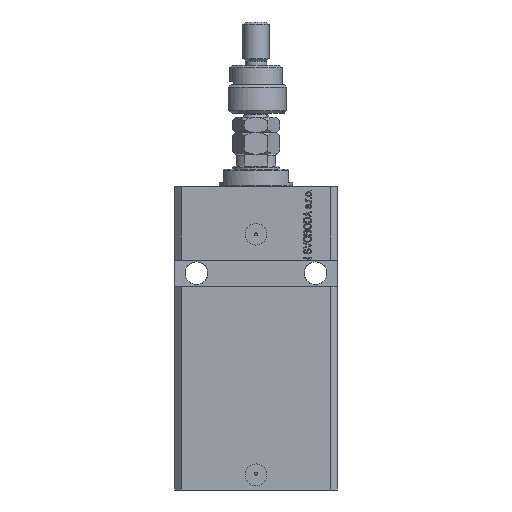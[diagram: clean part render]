
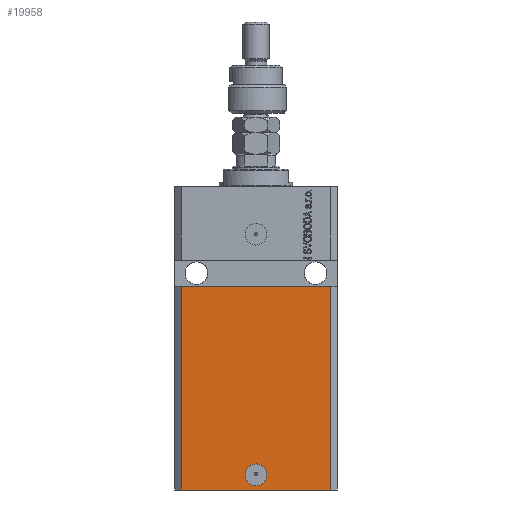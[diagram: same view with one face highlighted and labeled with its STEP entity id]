
A CAD part, front view. The second image highlights one B-rep face of the part: STEP entity #19958.
In plain terms, the highlighted planar face has unit normal (0, -1, 0).
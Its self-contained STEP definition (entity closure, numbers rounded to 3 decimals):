
#420 = ORIENTED_EDGE ( 'NONE', *, *, #3817, .F. ) ;
#1911 = VERTEX_POINT ( 'NONE', #14552 ) ;
#2264 = VECTOR ( 'NONE', #34073, 1000. ) ;
#3817 = EDGE_CURVE ( 'NONE', #1911, #46873, #40115, .T. ) ;
#4392 = DIRECTION ( 'NONE',  ( 0., -1., 0. ) ) ;
#5105 = CARTESIAN_POINT ( 'NONE',  ( 0., -27.5, -133. ) ) ;
#5325 = DIRECTION ( 'NONE',  ( 1., 0., 0. ) ) ;
#5764 = PLANE ( 'NONE',  #27832 ) ;
#5783 = EDGE_LOOP ( 'NONE', ( #12688, #24517 ) ) ;
#6086 = EDGE_CURVE ( 'NONE', #46504, #12433, #31998, .T. ) ;
#6110 = EDGE_LOOP ( 'NONE', ( #9206, #420, #29336, #39664 ) ) ;
#9010 = CARTESIAN_POINT ( 'NONE',  ( -34.5, -27.5, -46. ) ) ;
#9085 = LINE ( 'NONE', #24396, #12028 ) ;
#9206 = ORIENTED_EDGE ( 'NONE', *, *, #25897, .F. ) ;
#12028 = VECTOR ( 'NONE', #5325, 1000. ) ;
#12433 = VERTEX_POINT ( 'NONE', #22747 ) ;
#12573 = CARTESIAN_POINT ( 'NONE',  ( -5., -27.5, -133. ) ) ;
#12688 = ORIENTED_EDGE ( 'NONE', *, *, #48798, .F. ) ;
#13767 = CARTESIAN_POINT ( 'NONE',  ( -34.5, -27.5, -140. ) ) ;
#14552 = CARTESIAN_POINT ( 'NONE',  ( -34.5, -27.5, -140. ) ) ;
#14660 = EDGE_CURVE ( 'NONE', #1911, #41176, #40048, .T. ) ;
#16486 = CARTESIAN_POINT ( 'NONE',  ( 34.5, -27.5, -140. ) ) ;
#16519 = EDGE_CURVE ( 'NONE', #41176, #33320, #38902, .T. ) ;
#17473 = CARTESIAN_POINT ( 'NONE',  ( -34.5, -27.5, -140. ) ) ;
#18773 = CARTESIAN_POINT ( 'NONE',  ( -34.5, -27.5, -140. ) ) ;
#19647 = AXIS2_PLACEMENT_3D ( 'NONE', #5105, #31925, #35191 ) ;
#19958 = ADVANCED_FACE ( 'NONE', ( #21304, #48154 ), #5764, .T. ) ;
#19976 = AXIS2_PLACEMENT_3D ( 'NONE', #39505, #4392, #47300 ) ;
#21067 = DIRECTION ( 'NONE',  ( 0., 0., -1. ) ) ;
#21304 = FACE_BOUND ( 'NONE', #5783, .T. ) ;
#22169 = VECTOR ( 'NONE', #36769, 1000. ) ;
#22747 = CARTESIAN_POINT ( 'NONE',  ( 5., -27.5, -133. ) ) ;
#24396 = CARTESIAN_POINT ( 'NONE',  ( -37.5, -27.5, -46. ) ) ;
#24517 = ORIENTED_EDGE ( 'NONE', *, *, #6086, .F. ) ;
#25897 = EDGE_CURVE ( 'NONE', #46873, #33320, #9085, .T. ) ;
#27832 = AXIS2_PLACEMENT_3D ( 'NONE', #13767, #28583, #21067 ) ;
#28583 = DIRECTION ( 'NONE',  ( 0., -1., 0. ) ) ;
#29336 = ORIENTED_EDGE ( 'NONE', *, *, #14660, .T. ) ;
#31925 = DIRECTION ( 'NONE',  ( 0., -1., 0. ) ) ;
#31998 = CIRCLE ( 'NONE', #19976, 5. ) ;
#33320 = VERTEX_POINT ( 'NONE', #46286 ) ;
#34073 = DIRECTION ( 'NONE',  ( 0., 0., 1. ) ) ;
#34884 = DIRECTION ( 'NONE',  ( 0., 0., 1. ) ) ;
#35191 = DIRECTION ( 'NONE',  ( 1., 0., 0. ) ) ;
#35737 = VECTOR ( 'NONE', #34884, 1000. ) ;
#36769 = DIRECTION ( 'NONE',  ( 1., 0., 0. ) ) ;
#38656 = CARTESIAN_POINT ( 'NONE',  ( 34.5, -27.5, -140. ) ) ;
#38902 = LINE ( 'NONE', #38656, #35737 ) ;
#39505 = CARTESIAN_POINT ( 'NONE',  ( 0., -27.5, -133. ) ) ;
#39664 = ORIENTED_EDGE ( 'NONE', *, *, #16519, .T. ) ;
#40048 = LINE ( 'NONE', #17473, #22169 ) ;
#40115 = LINE ( 'NONE', #18773, #2264 ) ;
#41176 = VERTEX_POINT ( 'NONE', #16486 ) ;
#41250 = CIRCLE ( 'NONE', #19647, 5. ) ;
#46286 = CARTESIAN_POINT ( 'NONE',  ( 34.5, -27.5, -46. ) ) ;
#46504 = VERTEX_POINT ( 'NONE', #12573 ) ;
#46873 = VERTEX_POINT ( 'NONE', #9010 ) ;
#47300 = DIRECTION ( 'NONE',  ( 1., 0., 0. ) ) ;
#48154 = FACE_OUTER_BOUND ( 'NONE', #6110, .T. ) ;
#48798 = EDGE_CURVE ( 'NONE', #12433, #46504, #41250, .T. ) ;
